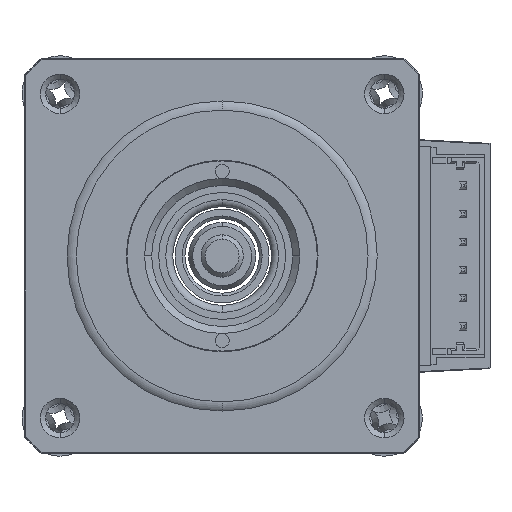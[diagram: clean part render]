
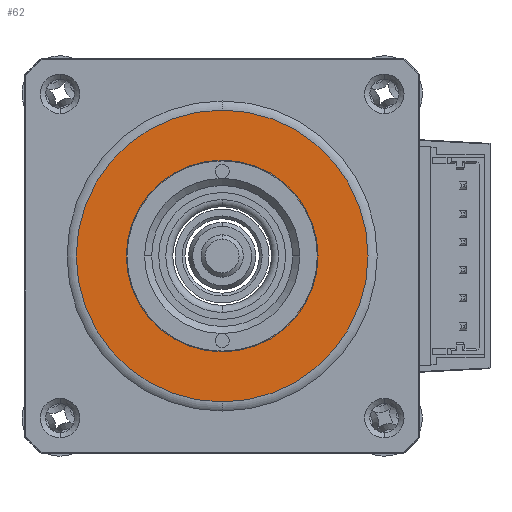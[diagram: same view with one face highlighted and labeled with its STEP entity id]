
A CAD part, left-side view. The second image highlights one B-rep face of the part: STEP entity #62.
In plain terms, the highlighted planar face has unit normal (-1, 0, 0).
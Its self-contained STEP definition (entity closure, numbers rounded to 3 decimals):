
#4 = CARTESIAN_POINT ( 'NONE',  ( -17.25, 0., 0. ) ) ;
#62 = ADVANCED_FACE ( 'NONE', ( #6725, #4296 ), #3430, .F. ) ;
#522 = DIRECTION ( 'NONE',  ( 0., 0., -1. ) ) ;
#567 = DIRECTION ( 'NONE',  ( 1., 0., 0. ) ) ;
#677 = CARTESIAN_POINT ( 'NONE',  ( -17.25, 0., -6.75 ) ) ;
#679 = ORIENTED_EDGE ( 'NONE', *, *, #10777, .T. ) ;
#829 = ORIENTED_EDGE ( 'NONE', *, *, #929, .T. ) ;
#928 = DIRECTION ( 'NONE',  ( 0., 0., -1. ) ) ;
#929 = EDGE_CURVE ( 'NONE', #5752, #1528, #4987, .T. ) ;
#1334 = CARTESIAN_POINT ( 'NONE',  ( -17.25, -0.053, 0. ) ) ;
#1528 = VERTEX_POINT ( 'NONE', #677 ) ;
#1689 = CIRCLE ( 'NONE', #11087, 10.35 ) ;
#1842 = EDGE_CURVE ( 'NONE', #1528, #5752, #11725, .T. ) ;
#2518 = CARTESIAN_POINT ( 'NONE',  ( -17.25, 0., 0. ) ) ;
#2864 = ORIENTED_EDGE ( 'NONE', *, *, #5908, .T. ) ;
#3312 = CARTESIAN_POINT ( 'NONE',  ( -17.25, 0., 0. ) ) ;
#3430 = PLANE ( 'NONE',  #11426 ) ;
#3481 = DIRECTION ( 'NONE',  ( 0., 0., -1. ) ) ;
#3560 = DIRECTION ( 'NONE',  ( -1., 0., 0. ) ) ;
#3562 = ORIENTED_EDGE ( 'NONE', *, *, #1842, .T. ) ;
#4144 = CARTESIAN_POINT ( 'NONE',  ( -17.25, 0., 6.75 ) ) ;
#4271 = DIRECTION ( 'NONE',  ( 0., 0., -1. ) ) ;
#4296 = FACE_OUTER_BOUND ( 'NONE', #6329, .T. ) ;
#4744 = VERTEX_POINT ( 'NONE', #5724 ) ;
#4987 = CIRCLE ( 'NONE', #9709, 6.75 ) ;
#5724 = CARTESIAN_POINT ( 'NONE',  ( -17.25, 0., 10.35 ) ) ;
#5752 = VERTEX_POINT ( 'NONE', #4144 ) ;
#5908 = EDGE_CURVE ( 'NONE', #7249, #4744, #7665, .T. ) ;
#5916 = AXIS2_PLACEMENT_3D ( 'NONE', #4, #6503, #928 ) ;
#6329 = EDGE_LOOP ( 'NONE', ( #2864, #679 ) ) ;
#6503 = DIRECTION ( 'NONE',  ( 1., 0., 0. ) ) ;
#6616 = EDGE_LOOP ( 'NONE', ( #3562, #829 ) ) ;
#6725 = FACE_BOUND ( 'NONE', #6616, .T. ) ;
#7249 = VERTEX_POINT ( 'NONE', #11825 ) ;
#7665 = CIRCLE ( 'NONE', #10738, 10.35 ) ;
#8984 = DIRECTION ( 'NONE',  ( -1., 0., 0. ) ) ;
#9067 = CARTESIAN_POINT ( 'NONE',  ( -17.25, 0., 0. ) ) ;
#9709 = AXIS2_PLACEMENT_3D ( 'NONE', #3312, #9752, #4271 ) ;
#9752 = DIRECTION ( 'NONE',  ( 1., 0., 0. ) ) ;
#9987 = DIRECTION ( 'NONE',  ( 0., 0., -1. ) ) ;
#10738 = AXIS2_PLACEMENT_3D ( 'NONE', #2518, #8984, #3481 ) ;
#10777 = EDGE_CURVE ( 'NONE', #4744, #7249, #1689, .T. ) ;
#11087 = AXIS2_PLACEMENT_3D ( 'NONE', #9067, #3560, #9987 ) ;
#11426 = AXIS2_PLACEMENT_3D ( 'NONE', #1334, #567, #522 ) ;
#11725 = CIRCLE ( 'NONE', #5916, 6.75 ) ;
#11825 = CARTESIAN_POINT ( 'NONE',  ( -17.25, 0., -10.35 ) ) ;
